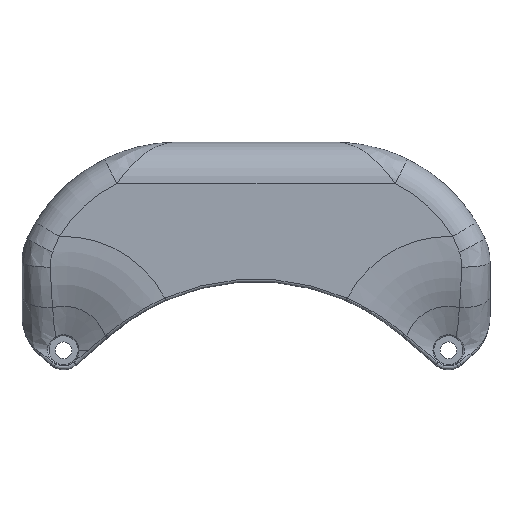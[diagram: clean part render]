
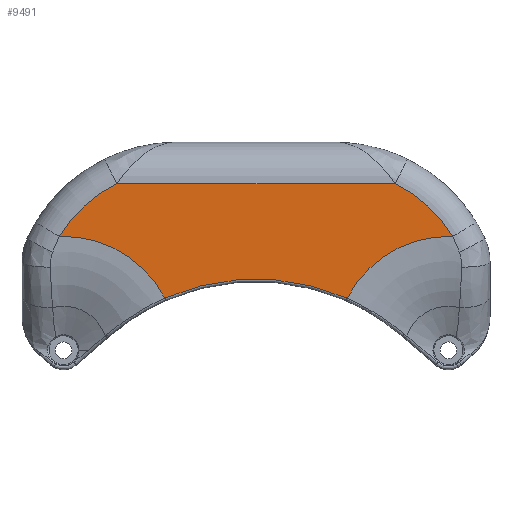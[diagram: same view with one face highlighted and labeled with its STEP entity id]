
A CAD part, top view. The second image highlights one B-rep face of the part: STEP entity #9491.
In plain terms, the highlighted planar face has unit normal (0, 0, 1).
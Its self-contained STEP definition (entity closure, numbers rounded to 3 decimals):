
#837 = DIRECTION ( 'NONE',  ( -1., 0., 0. ) ) ;
#859 = DIRECTION ( 'NONE',  ( 0., 0., -1. ) ) ;
#915 = EDGE_CURVE ( 'NONE', #6469, #8401, #4982, .T. ) ;
#933 = AXIS2_PLACEMENT_3D ( 'NONE', #7007, #859, #2344 ) ;
#1400 = AXIS2_PLACEMENT_3D ( 'NONE', #9515, #3239, #9577 ) ;
#1623 = AXIS2_PLACEMENT_3D ( 'NONE', #9410, #5499, #837 ) ;
#1834 = LINE ( 'NONE', #4435, #6487 ) ;
#1881 = VERTEX_POINT ( 'NONE', #2277 ) ;
#1908 = CARTESIAN_POINT ( 'NONE',  ( -29.034, 147.411, -7. ) ) ;
#2108 = CIRCLE ( 'NONE', #1400, 26.553 ) ;
#2277 = CARTESIAN_POINT ( 'NONE',  ( 35.586, 157.545, -7. ) ) ;
#2344 = DIRECTION ( 'NONE',  ( -1., 0., 0. ) ) ;
#2449 = VERTEX_POINT ( 'NONE', #6522 ) ;
#2849 = DIRECTION ( 'NONE',  ( 0., 0., -1. ) ) ;
#3111 = VERTEX_POINT ( 'NONE', #4814 ) ;
#3197 = PLANE ( 'NONE',  #1623 ) ;
#3239 = DIRECTION ( 'NONE',  ( 0., 0., 1. ) ) ;
#3675 = CARTESIAN_POINT ( 'NONE',  ( 45.807, 125.545, -7. ) ) ;
#4117 = EDGE_CURVE ( 'NONE', #3111, #1881, #5305, .T. ) ;
#4260 = DIRECTION ( 'NONE',  ( -1., 0., 0. ) ) ;
#4435 = CARTESIAN_POINT ( 'NONE',  ( -6.297, 157.545, -7. ) ) ;
#4755 = ORIENTED_EDGE ( 'NONE', *, *, #5988, .T. ) ;
#4814 = CARTESIAN_POINT ( 'NONE',  ( 46.648, 147.411, -7. ) ) ;
#4982 = CIRCLE ( 'NONE', #7979, 43.5 ) ;
#4996 = CIRCLE ( 'NONE', #933, 21.882 ) ;
#5069 = DIRECTION ( 'NONE',  ( -1., 0., 0. ) ) ;
#5252 = VERTEX_POINT ( 'NONE', #1908 ) ;
#5305 = CIRCLE ( 'NONE', #7455, 26.553 ) ;
#5412 = CARTESIAN_POINT ( 'NONE',  ( 26.334, 135.528, -7. ) ) ;
#5499 = DIRECTION ( 'NONE',  ( 0., 0., -1. ) ) ;
#5761 = CARTESIAN_POINT ( 'NONE',  ( 23.91, 133.697, -7. ) ) ;
#5911 = CARTESIAN_POINT ( 'NONE',  ( 8.78, 95.727, -7. ) ) ;
#5979 = FACE_OUTER_BOUND ( 'NONE', #9026, .T. ) ;
#5988 = EDGE_CURVE ( 'NONE', #2449, #5252, #2108, .T. ) ;
#6050 = AXIS2_PLACEMENT_3D ( 'NONE', #3675, #6726, #9793 ) ;
#6256 = ORIENTED_EDGE ( 'NONE', *, *, #9703, .T. ) ;
#6469 = VERTEX_POINT ( 'NONE', #9555 ) ;
#6487 = VECTOR ( 'NONE', #5069, 1000. ) ;
#6522 = CARTESIAN_POINT ( 'NONE',  ( -17.973, 157.545, -7. ) ) ;
#6726 = DIRECTION ( 'NONE',  ( 0., 0., -1. ) ) ;
#7007 = CARTESIAN_POINT ( 'NONE',  ( -28.193, 125.545, -7. ) ) ;
#7346 = CIRCLE ( 'NONE', #6050, 21.882 ) ;
#7455 = AXIS2_PLACEMENT_3D ( 'NONE', #5761, #8141, #4260 ) ;
#7482 = ORIENTED_EDGE ( 'NONE', *, *, #915, .T. ) ;
#7646 = ORIENTED_EDGE ( 'NONE', *, *, #4117, .T. ) ;
#7979 = AXIS2_PLACEMENT_3D ( 'NONE', #5911, #2849, #9135 ) ;
#8141 = DIRECTION ( 'NONE',  ( 0., 0., 1. ) ) ;
#8401 = VERTEX_POINT ( 'NONE', #5412 ) ;
#8454 = EDGE_CURVE ( 'NONE', #8401, #3111, #7346, .T. ) ;
#8796 = ORIENTED_EDGE ( 'NONE', *, *, #8454, .T. ) ;
#9026 = EDGE_LOOP ( 'NONE', ( #6256, #7482, #8796, #7646, #9642, #4755 ) ) ;
#9114 = EDGE_CURVE ( 'NONE', #1881, #2449, #1834, .T. ) ;
#9135 = DIRECTION ( 'NONE',  ( -1., 0., 0. ) ) ;
#9410 = CARTESIAN_POINT ( 'NONE',  ( -6.297, 133.697, -7. ) ) ;
#9491 = ADVANCED_FACE ( 'NONE', ( #5979 ), #3197, .F. ) ;
#9515 = CARTESIAN_POINT ( 'NONE',  ( -6.297, 133.697, -7. ) ) ;
#9555 = CARTESIAN_POINT ( 'NONE',  ( -8.731, 135.547, -7. ) ) ;
#9577 = DIRECTION ( 'NONE',  ( -1., 0., 0. ) ) ;
#9642 = ORIENTED_EDGE ( 'NONE', *, *, #9114, .T. ) ;
#9703 = EDGE_CURVE ( 'NONE', #5252, #6469, #4996, .T. ) ;
#9793 = DIRECTION ( 'NONE',  ( -1., 0., 0. ) ) ;
